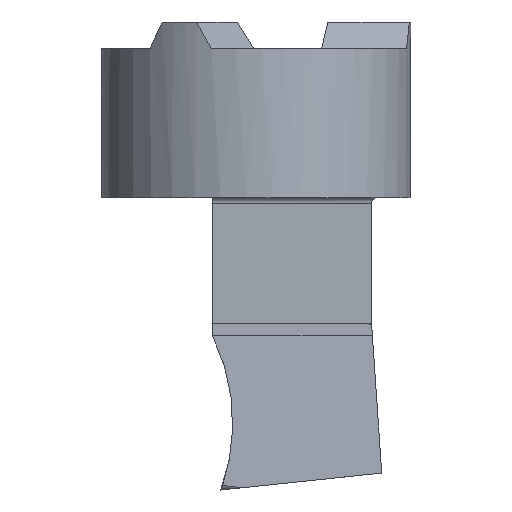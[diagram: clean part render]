
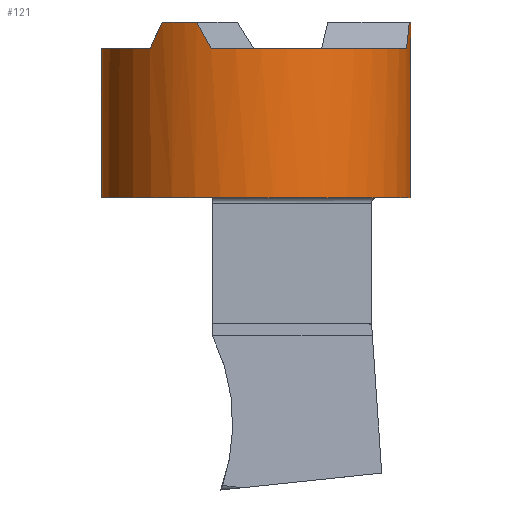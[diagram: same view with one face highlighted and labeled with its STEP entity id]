
A CAD part, left-side view. The second image highlights one B-rep face of the part: STEP entity #121.
In plain terms, the highlighted cylindrical face has radius 5.5 mm (diameter 11 mm), a partial arc.
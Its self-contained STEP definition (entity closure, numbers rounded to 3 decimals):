
#63=CYLINDRICAL_SURFACE('',#804,5.5);
#83=CIRCLE('',#786,5.5);
#85=CIRCLE('',#791,5.5);
#88=CIRCLE('',#800,5.5);
#89=CIRCLE('',#802,5.5);
#90=CIRCLE('',#803,5.5);
#121=ADVANCED_FACE('',(#185),#63,.T.);
#185=FACE_OUTER_BOUND('',#219,.T.);
#219=EDGE_LOOP('',(#346,#347,#348,#349,#350,#351,#352,#353,#354,#355,#356));
#346=ORIENTED_EDGE('',*,*,#583,.F.);
#347=ORIENTED_EDGE('',*,*,#573,.F.);
#348=ORIENTED_EDGE('',*,*,#541,.T.);
#349=ORIENTED_EDGE('',*,*,#584,.T.);
#350=ORIENTED_EDGE('',*,*,#551,.F.);
#351=ORIENTED_EDGE('',*,*,#569,.F.);
#352=ORIENTED_EDGE('',*,*,#563,.F.);
#353=ORIENTED_EDGE('',*,*,#585,.F.);
#354=ORIENTED_EDGE('',*,*,#579,.F.);
#355=ORIENTED_EDGE('',*,*,#559,.F.);
#356=ORIENTED_EDGE('',*,*,#577,.F.);
#467=VERTEX_POINT('',#1140);
#468=VERTEX_POINT('',#1142);
#472=VERTEX_POINT('',#1158);
#477=VERTEX_POINT('',#1167);
#482=VERTEX_POINT('',#1183);
#483=VERTEX_POINT('',#1185);
#486=VERTEX_POINT('',#1195);
#487=VERTEX_POINT('',#1200);
#492=VERTEX_POINT('',#1231);
#494=VERTEX_POINT('',#1240);
#496=VERTEX_POINT('',#1255);
#541=EDGE_CURVE('',#468,#467,#631,.T.);
#551=EDGE_CURVE('',#477,#472,#637,.T.);
#559=EDGE_CURVE('',#482,#483,#83,.T.);
#563=EDGE_CURVE('',#486,#487,#718,.T.);
#569=EDGE_CURVE('',#487,#477,#85,.T.);
#573=EDGE_CURVE('',#468,#492,#722,.T.);
#577=EDGE_CURVE('',#494,#482,#724,.T.);
#579=EDGE_CURVE('',#483,#496,#726,.T.);
#583=EDGE_CURVE('',#492,#494,#88,.T.);
#584=EDGE_CURVE('',#467,#472,#89,.T.);
#585=EDGE_CURVE('',#496,#486,#90,.T.);
#631=LINE('',#1141,#676);
#637=LINE('',#1168,#682);
#676=VECTOR('',#875,1.);
#682=VECTOR('',#887,1.);
#718=(
BOUNDED_CURVE()
B_SPLINE_CURVE(3,(#1196,#1197,#1198,#1199),.UNSPECIFIED.,.F.,.F.)
B_SPLINE_CURVE_WITH_KNOTS((4,4),(0.,1.),.UNSPECIFIED.)
CURVE()
GEOMETRIC_REPRESENTATION_ITEM()
RATIONAL_B_SPLINE_CURVE((1.,0.999,0.999,1.))
REPRESENTATION_ITEM('')
);
#722=(
BOUNDED_CURVE()
B_SPLINE_CURVE(3,(#1227,#1228,#1229,#1230),.UNSPECIFIED.,.F.,.F.)
B_SPLINE_CURVE_WITH_KNOTS((4,4),(0.,1.),.UNSPECIFIED.)
CURVE()
GEOMETRIC_REPRESENTATION_ITEM()
RATIONAL_B_SPLINE_CURVE((1.,0.999,0.999,1.))
REPRESENTATION_ITEM('')
);
#724=(
BOUNDED_CURVE()
B_SPLINE_CURVE(3,(#1241,#1242,#1243,#1244),.UNSPECIFIED.,.F.,.F.)
B_SPLINE_CURVE_WITH_KNOTS((4,4),(0.,1.),.UNSPECIFIED.)
CURVE()
GEOMETRIC_REPRESENTATION_ITEM()
RATIONAL_B_SPLINE_CURVE((1.,0.999,0.999,1.))
REPRESENTATION_ITEM('')
);
#726=(
BOUNDED_CURVE()
B_SPLINE_CURVE(3,(#1251,#1252,#1253,#1254),.UNSPECIFIED.,.F.,.F.)
B_SPLINE_CURVE_WITH_KNOTS((4,4),(0.,1.),.UNSPECIFIED.)
CURVE()
GEOMETRIC_REPRESENTATION_ITEM()
RATIONAL_B_SPLINE_CURVE((1.,0.999,0.999,1.))
REPRESENTATION_ITEM('')
);
#786=AXIS2_PLACEMENT_3D('',#1184,#905,#906);
#791=AXIS2_PLACEMENT_3D('',#1213,#920,#921);
#800=AXIS2_PLACEMENT_3D('',#1261,#942,#943);
#802=AXIS2_PLACEMENT_3D('',#1263,#946,#947);
#803=AXIS2_PLACEMENT_3D('',#1264,#948,#949);
#804=AXIS2_PLACEMENT_3D('',#1265,#950,#951);
#875=DIRECTION('',(0.,0.,-1.));
#887=DIRECTION('',(0.,0.,-1.));
#905=DIRECTION('',(0.,0.,1.));
#906=DIRECTION('',(1.,0.,0.));
#920=DIRECTION('',(0.,0.,1.));
#921=DIRECTION('',(1.,0.,0.));
#942=DIRECTION('',(0.,0.,1.));
#943=DIRECTION('',(1.,0.,0.));
#946=DIRECTION('',(0.,0.,1.));
#947=DIRECTION('',(1.,0.,0.));
#948=DIRECTION('',(0.,0.,1.));
#949=DIRECTION('',(1.,0.,0.));
#950=DIRECTION('',(0.,0.,-1.));
#951=DIRECTION('',(1.,0.,0.));
#1140=CARTESIAN_POINT('',(4.299,3.43,-5.4));
#1141=CARTESIAN_POINT('',(4.299,3.43,0.9));
#1142=CARTESIAN_POINT('',(4.299,3.43,0.656));
#1158=CARTESIAN_POINT('',(0.479,-5.479,-5.4));
#1167=CARTESIAN_POINT('',(0.479,-5.479,0.85));
#1168=CARTESIAN_POINT('',(0.479,-5.479,0.9));
#1183=CARTESIAN_POINT('',(-4.369,3.341,0.85));
#1184=CARTESIAN_POINT('',(0.,0.,0.85));
#1185=CARTESIAN_POINT('',(-5.078,2.113,0.85));
#1195=CARTESIAN_POINT('',(-1.257,-5.354,-0.1));
#1196=CARTESIAN_POINT('',(-1.257,-5.354,-0.1));
#1197=CARTESIAN_POINT('',(-1.076,-5.397,0.214));
#1198=CARTESIAN_POINT('',(-0.893,-5.43,0.531));
#1199=CARTESIAN_POINT('',(-0.709,-5.454,0.85));
#1200=CARTESIAN_POINT('',(-0.709,-5.454,0.85));
#1213=CARTESIAN_POINT('',(0.,0.,0.85));
#1227=CARTESIAN_POINT('',(4.299,3.43,0.656));
#1228=CARTESIAN_POINT('',(4.207,3.546,0.402));
#1229=CARTESIAN_POINT('',(4.11,3.658,0.15));
#1230=CARTESIAN_POINT('',(4.008,3.766,-0.1));
#1231=CARTESIAN_POINT('',(4.008,3.766,-0.1));
#1240=CARTESIAN_POINT('',(-4.008,3.766,-0.1));
#1241=CARTESIAN_POINT('',(-4.008,3.766,-0.1));
#1242=CARTESIAN_POINT('',(-4.136,3.63,0.214));
#1243=CARTESIAN_POINT('',(-4.256,3.489,0.531));
#1244=CARTESIAN_POINT('',(-4.369,3.341,0.85));
#1251=CARTESIAN_POINT('',(-5.078,2.113,0.85));
#1252=CARTESIAN_POINT('',(-5.149,1.942,0.531));
#1253=CARTESIAN_POINT('',(-5.212,1.767,0.214));
#1254=CARTESIAN_POINT('',(-5.266,1.588,-0.1));
#1255=CARTESIAN_POINT('',(-5.266,1.588,-0.1));
#1261=CARTESIAN_POINT('',(0.,0.,-0.1));
#1263=CARTESIAN_POINT('',(0.,0.,-5.4));
#1264=CARTESIAN_POINT('',(0.,0.,-0.1));
#1265=CARTESIAN_POINT('',(0.,0.,0.9));
